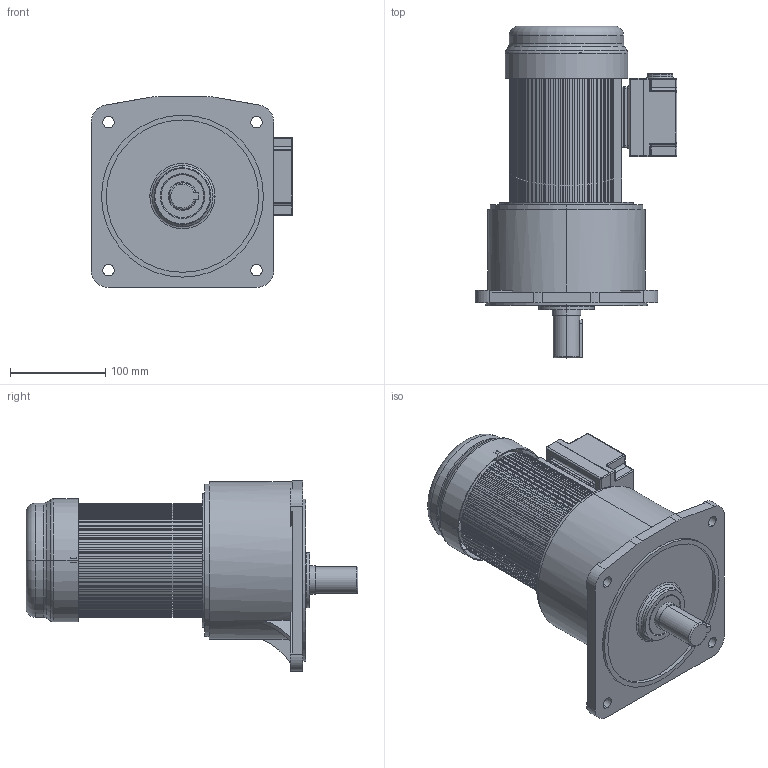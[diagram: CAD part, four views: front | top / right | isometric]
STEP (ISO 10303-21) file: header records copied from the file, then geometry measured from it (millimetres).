
FILE_DESCRIPTION((''),'2;1');
FILE_NAME('ASM0001_ASM','2022-03-05T',('gkkg'),(''),'PRO/ENGINEER BY PARAMETRIC TECHNOLOGY CORPORATION, 2010280','PRO/ENGINEER BY PARAMETRIC TECHNOLOGY CORPORATION, 2010280','');
FILE_SCHEMA(('CONFIG_CONTROL_DESIGN'));
Products named in the file (10): GV28-110; 110_130; 110; 127-55; PRT0004; ASM0003_ASM_ASM; PRT0005; ASM0002_ASM_ASM; 82-82__ASM; ASM0001_ASM
Assembly tree (9 placements, depth 5):
  ASM0001_ASM
    GV28-110
    110_130
    110
    127-55
    82-82__ASM
      ASM0002_ASM_ASM
        ASM0003_ASM_ASM
          PRT0004
        PRT0005
Bounding box: 211.58 x 348.41 x 200.27 mm (x, y, z)
Volume: 1486136.4 mm3; surface area: 574627.2 mm2
Topology: 6 solids, 10 shells, 3177 faces, 9061 edges, 5923 vertices
Faces by surface type: plane 2031, cylinder 751, torus 246, bspline 100, cone 43, sphere 6
Entity records: 109047 total; most frequent: CARTESIAN_POINT 24261, ORIENTED_EDGE 18110, DIRECTION 17344, EDGE_CURVE 9055, VECTOR 6520, LINE 6520, VERTEX_POINT 5923, AXIS2_PLACEMENT_3D 5412
